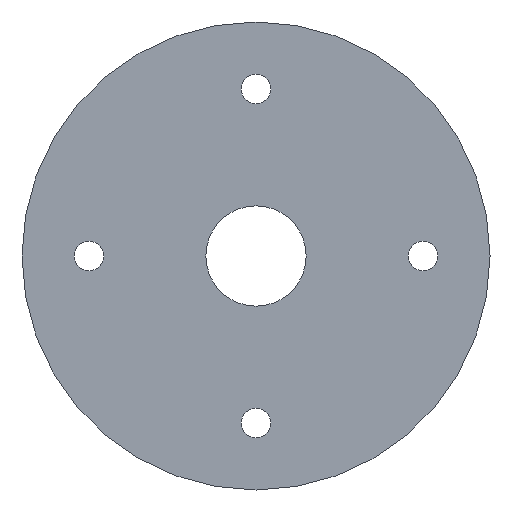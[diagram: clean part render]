
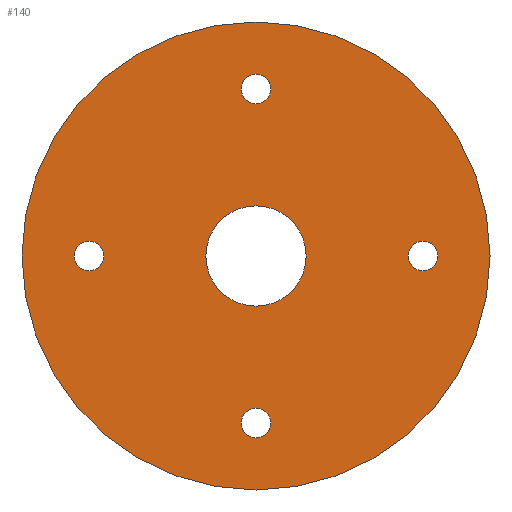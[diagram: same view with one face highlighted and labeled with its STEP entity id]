
A CAD part, front view. The second image highlights one B-rep face of the part: STEP entity #140.
In plain terms, the highlighted planar face has unit normal (0, -1, 0).
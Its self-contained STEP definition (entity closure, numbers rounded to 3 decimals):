
#1 = EDGE_CURVE ( 'NONE', #563, #216, #411, .T. ) ;
#2 = CARTESIAN_POINT ( 'NONE',  ( 0., 0., 0. ) ) ;
#5 = AXIS2_PLACEMENT_3D ( 'NONE', #129, #82, #266 ) ;
#19 = CARTESIAN_POINT ( 'NONE',  ( 0., 0., 0. ) ) ;
#31 = CARTESIAN_POINT ( 'NONE',  ( 0., 0., 25. ) ) ;
#40 = EDGE_CURVE ( 'NONE', #222, #254, #255, .T. ) ;
#48 = EDGE_LOOP ( 'NONE', ( #424, #228 ) ) ;
#49 = EDGE_CURVE ( 'NONE', #174, #146, #554, .T. ) ;
#61 = AXIS2_PLACEMENT_3D ( 'NONE', #408, #177, #315 ) ;
#68 = DIRECTION ( 'NONE',  ( 0., 0., 1. ) ) ;
#71 = AXIS2_PLACEMENT_3D ( 'NONE', #351, #484, #68 ) ;
#74 = EDGE_CURVE ( 'NONE', #559, #196, #89, .T. ) ;
#75 = VERTEX_POINT ( 'NONE', #124 ) ;
#76 = CARTESIAN_POINT ( 'NONE',  ( 0., 0., 0. ) ) ;
#78 = FACE_BOUND ( 'NONE', #236, .T. ) ;
#82 = DIRECTION ( 'NONE',  ( 0., 1., 0. ) ) ;
#84 = ORIENTED_EDGE ( 'NONE', *, *, #49, .T. ) ;
#89 = CIRCLE ( 'NONE', #209, 2.2 ) ;
#94 = ORIENTED_EDGE ( 'NONE', *, *, #148, .F. ) ;
#96 = ORIENTED_EDGE ( 'NONE', *, *, #74, .T. ) ;
#112 = DIRECTION ( 'NONE',  ( 0., 1., 0. ) ) ;
#113 = DIRECTION ( 'NONE',  ( 0., 0., 1. ) ) ;
#114 = EDGE_LOOP ( 'NONE', ( #94, #359 ) ) ;
#116 = CARTESIAN_POINT ( 'NONE',  ( 0., 0., 22.8 ) ) ;
#121 = DIRECTION ( 'NONE',  ( 0., 0., 1. ) ) ;
#124 = CARTESIAN_POINT ( 'NONE',  ( 0., 0., -35. ) ) ;
#129 = CARTESIAN_POINT ( 'NONE',  ( 0., 0., 0. ) ) ;
#132 = EDGE_LOOP ( 'NONE', ( #291, #144 ) ) ;
#140 = ADVANCED_FACE ( 'NONE', ( #571, #494, #271, #78, #454, #537 ), #309, .F. ) ;
#144 = ORIENTED_EDGE ( 'NONE', *, *, #1, .T. ) ;
#146 = VERTEX_POINT ( 'NONE', #208 ) ;
#148 = EDGE_CURVE ( 'NONE', #75, #290, #294, .T. ) ;
#157 = CIRCLE ( 'NONE', #61, 2.2 ) ;
#174 = VERTEX_POINT ( 'NONE', #116 ) ;
#177 = DIRECTION ( 'NONE',  ( 0., 1., 0. ) ) ;
#186 = CARTESIAN_POINT ( 'NONE',  ( -25., 0., -2.2 ) ) ;
#187 = ORIENTED_EDGE ( 'NONE', *, *, #299, .T. ) ;
#190 = ORIENTED_EDGE ( 'NONE', *, *, #205, .T. ) ;
#193 = CARTESIAN_POINT ( 'NONE',  ( 0., 0., 7.5 ) ) ;
#196 = VERTEX_POINT ( 'NONE', #513 ) ;
#198 = ORIENTED_EDGE ( 'NONE', *, *, #40, .T. ) ;
#205 = EDGE_CURVE ( 'NONE', #254, #222, #576, .T. ) ;
#208 = CARTESIAN_POINT ( 'NONE',  ( 0., 0., 27.2 ) ) ;
#209 = AXIS2_PLACEMENT_3D ( 'NONE', #361, #542, #578 ) ;
#210 = CARTESIAN_POINT ( 'NONE',  ( -25., 0., 0. ) ) ;
#216 = VERTEX_POINT ( 'NONE', #186 ) ;
#221 = DIRECTION ( 'NONE',  ( 0., 1., 0. ) ) ;
#222 = VERTEX_POINT ( 'NONE', #277 ) ;
#225 = CARTESIAN_POINT ( 'NONE',  ( 0., 0., 35. ) ) ;
#226 = AXIS2_PLACEMENT_3D ( 'NONE', #390, #247, #295 ) ;
#228 = ORIENTED_EDGE ( 'NONE', *, *, #569, .T. ) ;
#229 = CIRCLE ( 'NONE', #562, 2.2 ) ;
#236 = EDGE_LOOP ( 'NONE', ( #594, #96 ) ) ;
#247 = DIRECTION ( 'NONE',  ( 0., 1., 0. ) ) ;
#254 = VERTEX_POINT ( 'NONE', #193 ) ;
#255 = CIRCLE ( 'NONE', #332, 7.5 ) ;
#264 = DIRECTION ( 'NONE',  ( 0., 0., 1. ) ) ;
#266 = DIRECTION ( 'NONE',  ( 0., 0., 1. ) ) ;
#271 = FACE_BOUND ( 'NONE', #297, .T. ) ;
#277 = CARTESIAN_POINT ( 'NONE',  ( 0., 0., -7.5 ) ) ;
#290 = VERTEX_POINT ( 'NONE', #225 ) ;
#291 = ORIENTED_EDGE ( 'NONE', *, *, #345, .T. ) ;
#294 = CIRCLE ( 'NONE', #511, 35. ) ;
#295 = DIRECTION ( 'NONE',  ( 0., 0., 1. ) ) ;
#297 = EDGE_LOOP ( 'NONE', ( #198, #190 ) ) ;
#298 = DIRECTION ( 'NONE',  ( 0., 0., 1. ) ) ;
#299 = EDGE_CURVE ( 'NONE', #146, #174, #157, .T. ) ;
#307 = DIRECTION ( 'NONE',  ( 0., 0., 1. ) ) ;
#309 = PLANE ( 'NONE',  #460 ) ;
#313 = AXIS2_PLACEMENT_3D ( 'NONE', #2, #420, #369 ) ;
#314 = CARTESIAN_POINT ( 'NONE',  ( 0., 0., -25. ) ) ;
#315 = DIRECTION ( 'NONE',  ( 0., 0., 1. ) ) ;
#319 = VERTEX_POINT ( 'NONE', #346 ) ;
#332 = AXIS2_PLACEMENT_3D ( 'NONE', #19, #221, #264 ) ;
#345 = EDGE_CURVE ( 'NONE', #216, #563, #367, .T. ) ;
#346 = CARTESIAN_POINT ( 'NONE',  ( 0., 0., -22.8 ) ) ;
#347 = CARTESIAN_POINT ( 'NONE',  ( 0., 0., 0. ) ) ;
#351 = CARTESIAN_POINT ( 'NONE',  ( 25., 0., 0. ) ) ;
#353 = DIRECTION ( 'NONE',  ( 0., 1., 0. ) ) ;
#359 = ORIENTED_EDGE ( 'NONE', *, *, #517, .F. ) ;
#361 = CARTESIAN_POINT ( 'NONE',  ( 25., 0., 0. ) ) ;
#367 = CIRCLE ( 'NONE', #386, 2.2 ) ;
#368 = EDGE_CURVE ( 'NONE', #526, #319, #229, .T. ) ;
#369 = DIRECTION ( 'NONE',  ( 0., 0., 1. ) ) ;
#378 = AXIS2_PLACEMENT_3D ( 'NONE', #31, #531, #450 ) ;
#384 = EDGE_CURVE ( 'NONE', #196, #559, #479, .T. ) ;
#386 = AXIS2_PLACEMENT_3D ( 'NONE', #210, #567, #435 ) ;
#390 = CARTESIAN_POINT ( 'NONE',  ( -25., 0., 0. ) ) ;
#400 = CARTESIAN_POINT ( 'NONE',  ( 25., 0., 2.2 ) ) ;
#408 = CARTESIAN_POINT ( 'NONE',  ( 0., 0., 25. ) ) ;
#411 = CIRCLE ( 'NONE', #226, 2.2 ) ;
#420 = DIRECTION ( 'NONE',  ( 0., 1., 0. ) ) ;
#424 = ORIENTED_EDGE ( 'NONE', *, *, #368, .T. ) ;
#435 = DIRECTION ( 'NONE',  ( 0., 0., 1. ) ) ;
#450 = DIRECTION ( 'NONE',  ( 0., 0., 1. ) ) ;
#452 = CARTESIAN_POINT ( 'NONE',  ( 0., 0., -27.2 ) ) ;
#454 = FACE_BOUND ( 'NONE', #555, .T. ) ;
#455 = CARTESIAN_POINT ( 'NONE',  ( -25., 0., 2.2 ) ) ;
#460 = AXIS2_PLACEMENT_3D ( 'NONE', #347, #353, #307 ) ;
#479 = CIRCLE ( 'NONE', #71, 2.2 ) ;
#482 = CIRCLE ( 'NONE', #5, 35. ) ;
#484 = DIRECTION ( 'NONE',  ( 0., 1., 0. ) ) ;
#491 = AXIS2_PLACEMENT_3D ( 'NONE', #314, #575, #121 ) ;
#492 = CIRCLE ( 'NONE', #491, 2.2 ) ;
#494 = FACE_BOUND ( 'NONE', #48, .T. ) ;
#496 = DIRECTION ( 'NONE',  ( 0., 1., 0. ) ) ;
#511 = AXIS2_PLACEMENT_3D ( 'NONE', #76, #496, #113 ) ;
#513 = CARTESIAN_POINT ( 'NONE',  ( 25., 0., -2.2 ) ) ;
#517 = EDGE_CURVE ( 'NONE', #290, #75, #482, .T. ) ;
#526 = VERTEX_POINT ( 'NONE', #452 ) ;
#530 = CARTESIAN_POINT ( 'NONE',  ( 0., 0., -25. ) ) ;
#531 = DIRECTION ( 'NONE',  ( 0., 1., 0. ) ) ;
#537 = FACE_BOUND ( 'NONE', #132, .T. ) ;
#542 = DIRECTION ( 'NONE',  ( 0., 1., 0. ) ) ;
#554 = CIRCLE ( 'NONE', #378, 2.2 ) ;
#555 = EDGE_LOOP ( 'NONE', ( #84, #187 ) ) ;
#559 = VERTEX_POINT ( 'NONE', #400 ) ;
#562 = AXIS2_PLACEMENT_3D ( 'NONE', #530, #112, #298 ) ;
#563 = VERTEX_POINT ( 'NONE', #455 ) ;
#567 = DIRECTION ( 'NONE',  ( 0., 1., 0. ) ) ;
#569 = EDGE_CURVE ( 'NONE', #319, #526, #492, .T. ) ;
#571 = FACE_OUTER_BOUND ( 'NONE', #114, .T. ) ;
#575 = DIRECTION ( 'NONE',  ( 0., 1., 0. ) ) ;
#576 = CIRCLE ( 'NONE', #313, 7.5 ) ;
#578 = DIRECTION ( 'NONE',  ( 0., 0., 1. ) ) ;
#594 = ORIENTED_EDGE ( 'NONE', *, *, #384, .T. ) ;
